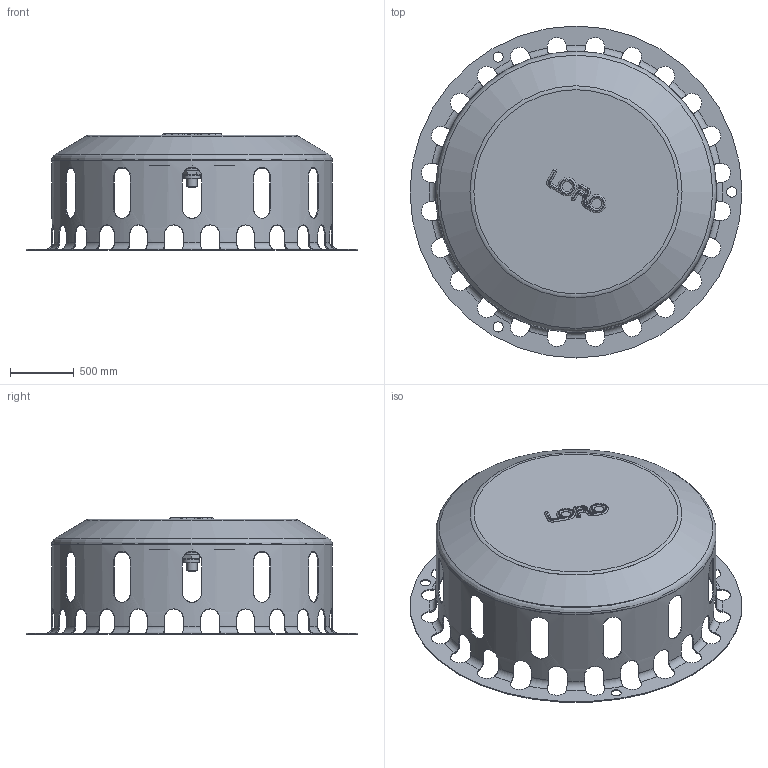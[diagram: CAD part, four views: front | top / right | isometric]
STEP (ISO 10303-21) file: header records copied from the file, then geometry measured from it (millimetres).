
FILE_DESCRIPTION(/* description */ (''),/* implementation_level */ '2;1');
FILE_NAME(/* name */ '21006.000X_3D.stp',/* time_stamp */ '2025-07-21T11:57:17+02:00',/* author */ ('c.rudolph'),/* organization */ (''),/* preprocessor_version */ 'ST-DEVELOPER v20',/* originating_system */ 'AutoCAD Mechanical',/* authorisation */ '');
FILE_SCHEMA (('AUTOMOTIVE_DESIGN { 1 0 10303 214 3 1 1 }'));
Length unit declared in the file: centimetre
Products named in the file (2): Product; *S71
Assembly tree (1 placements, depth 2):
  Product
    *S71
Bounding box: 2600 x 2600 x 912.5 mm (x, y, z)
Volume: 861726127.8 mm3; surface area: 33584947.9 mm2
Topology: 6 solids, 6 shells, 335 faces, 1077 edges, 714 vertices
Faces by surface type: cylinder 116, plane 102, torus 79, bspline 24, cone 14
Full cylindrical faces by diameter (mm): 80 x5, 84 x1, 90 x1, 130 x1, 160 x1, 2135 x1, 2180 x1, 2184 x1, 2200 x1, 2600 x1
Entity records: 18506 total; most frequent: CARTESIAN_POINT 9193, ORIENTED_EDGE 2154, DIRECTION 1728, EDGE_CURVE 1077, VERTEX_POINT 714, AXIS2_PLACEMENT_3D 653, LINE 422, VECTOR 422
